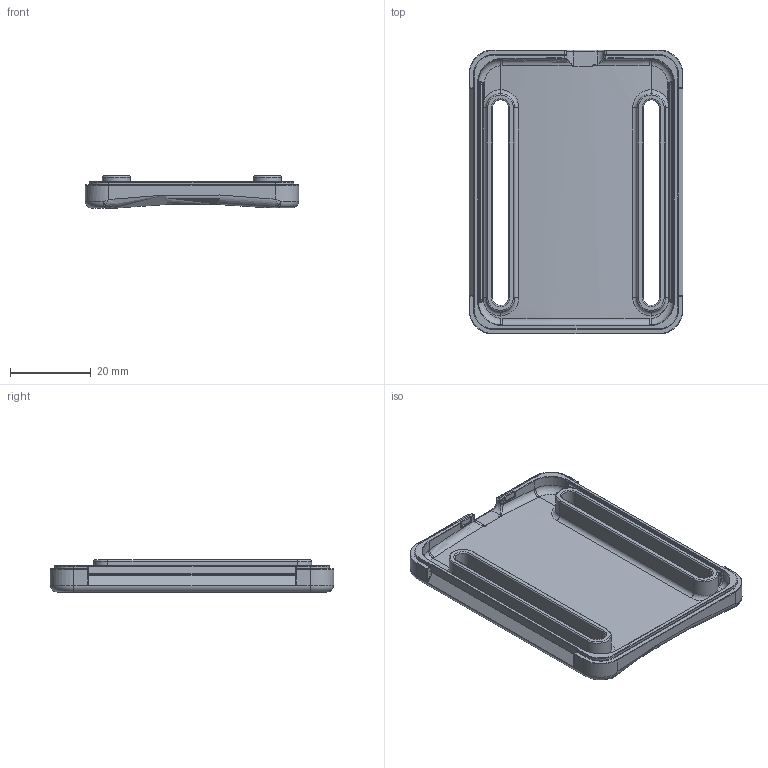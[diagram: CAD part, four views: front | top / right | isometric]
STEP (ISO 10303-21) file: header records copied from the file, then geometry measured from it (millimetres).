
FILE_DESCRIPTION(/* description */ ('STEP AP242','CAx-IF Rec.Pracs.---Representation and Presentation of Product Manufacturing Information (PMI)---4.0---2014-10-13','CAx-IF Rec.Pracs.---3D Tessellated Geometry---0.4---2014-09-14','2;1'),/* implementation_level */ '2;1');
FILE_NAME(/* name */ '6597a8ac3eda8d2dd83638d4',/* time_stamp */ '2024-01-05T06:58:53Z',/* author */ (''),/* organization */ (''),/* preprocessor_version */ 'ST-DEVELOPER v19.4',/* originating_system */ ' ',/* authorisation */ ' ');
FILE_SCHEMA (('AP242_MANAGED_MODEL_BASED_3D_ENGINEERING_MIM_LF { 1 0 10303 442 1 1 4 }'));
Length unit declared in the file: metre
Products named in the file (1): Part 3
Bounding box: 52.97 x 70.38 x 7.95 mm (x, y, z)
Volume: 10697 mm3; surface area: 11231.8 mm2
Topology: 1 solids, 1 shells, 395 faces, 952 edges, 527 vertices
Faces by surface type: cylinder 153, torus 84, bspline 77, plane 63, sphere 18
Entity records: 12219 total; most frequent: CARTESIAN_POINT 3564, ORIENTED_EDGE 1844, DIRECTION 1840, EDGE_CURVE 922, AXIS2_PLACEMENT_3D 773, VERTEX_POINT 527, CIRCLE 426, EDGE_LOOP 397
